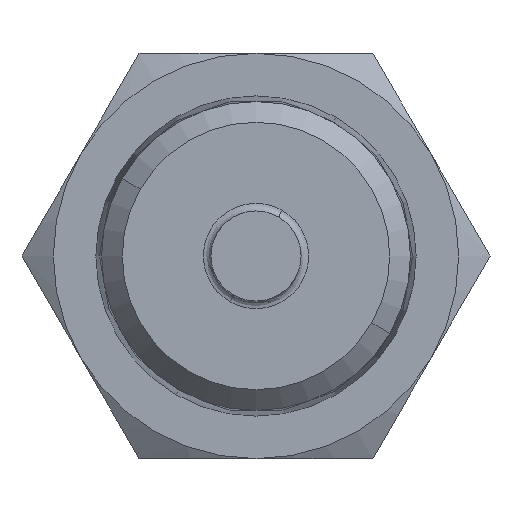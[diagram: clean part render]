
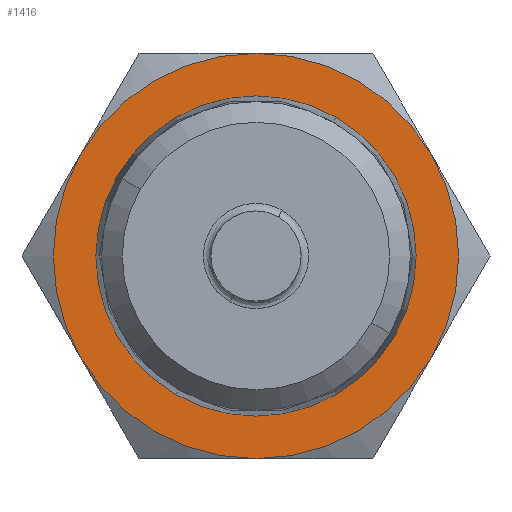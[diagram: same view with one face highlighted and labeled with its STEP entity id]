
A CAD part, front view. The second image highlights one B-rep face of the part: STEP entity #1416.
In plain terms, the highlighted planar face has unit normal (0, -1, 0).
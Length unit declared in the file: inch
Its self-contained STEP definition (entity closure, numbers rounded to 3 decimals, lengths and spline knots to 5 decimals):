
#29 = EDGE_LOOP ( 'NONE', ( #796, #1963 ) ) ;
#41 = DIRECTION ( 'NONE',  ( -0.866, 0., 0.5 ) ) ;
#43 = AXIS2_PLACEMENT_3D ( 'NONE', #293, #2620, #1264 ) ;
#62 = CARTESIAN_POINT ( 'NONE',  ( 0., -0.11811, -0.5315 ) ) ;
#81 = VERTEX_POINT ( 'NONE', #2492 ) ;
#102 = CARTESIAN_POINT ( 'NONE',  ( 0., -0.11811, -0.5315 ) ) ;
#128 = EDGE_CURVE ( 'NONE', #2788, #2838, #797, .T. ) ;
#142 = CIRCLE ( 'NONE', #1928, 0.5315 ) ;
#166 = CIRCLE ( 'NONE', #1926, 0.5315 ) ;
#193 = VERTEX_POINT ( 'NONE', #2565 ) ;
#206 = FACE_OUTER_BOUND ( 'NONE', #2905, .T. ) ;
#242 = FACE_BOUND ( 'NONE', #29, .T. ) ;
#256 = AXIS2_PLACEMENT_3D ( 'NONE', #2779, #2825, #41 ) ;
#291 = VERTEX_POINT ( 'NONE', #994 ) ;
#293 = CARTESIAN_POINT ( 'NONE',  ( 0., -0.11811, -0.5315 ) ) ;
#298 = DIRECTION ( 'NONE',  ( 0., -1., 0. ) ) ;
#395 = CARTESIAN_POINT ( 'NONE',  ( 0.46029, -0.11811, -0.79724 ) ) ;
#401 = CARTESIAN_POINT ( 'NONE',  ( 0., -0.11811, 0. ) ) ;
#487 = EDGE_CURVE ( 'NONE', #291, #193, #142, .T. ) ;
#537 = DIRECTION ( 'NONE',  ( 0.5, 0., 0.866 ) ) ;
#600 = DIRECTION ( 'NONE',  ( 0., -1., 0. ) ) ;
#609 = DIRECTION ( 'NONE',  ( 0.5, 0., 0.866 ) ) ;
#796 = ORIENTED_EDGE ( 'NONE', *, *, #2762, .F. ) ;
#797 = CIRCLE ( 'NONE', #1915, 0.5315 ) ;
#801 = VERTEX_POINT ( 'NONE', #2670 ) ;
#956 = EDGE_CURVE ( 'NONE', #2838, #2499, #1235, .T. ) ;
#994 = CARTESIAN_POINT ( 'NONE',  ( -0.46029, -0.11811, -0.79724 ) ) ;
#1023 = VERTEX_POINT ( 'NONE', #2787 ) ;
#1026 = CARTESIAN_POINT ( 'NONE',  ( 0., -0.11811, -0.5315 ) ) ;
#1035 = DIRECTION ( 'NONE',  ( 0., -1., 0. ) ) ;
#1048 = EDGE_CURVE ( 'NONE', #193, #2788, #1723, .T. ) ;
#1158 = DIRECTION ( 'NONE',  ( 0., -1., 0. ) ) ;
#1160 = ORIENTED_EDGE ( 'NONE', *, *, #487, .T. ) ;
#1224 = DIRECTION ( 'NONE',  ( 0., -1., 0. ) ) ;
#1235 = CIRCLE ( 'NONE', #256, 0.5315 ) ;
#1264 = DIRECTION ( 'NONE',  ( -0.866, 0., 0.5 ) ) ;
#1289 = DIRECTION ( 'NONE',  ( 0.5, 0., 0.866 ) ) ;
#1370 = ORIENTED_EDGE ( 'NONE', *, *, #2135, .T. ) ;
#1416 = ADVANCED_FACE ( 'NONE', ( #242, #206 ), #2919, .T. ) ;
#1723 = CIRCLE ( 'NONE', #43, 0.5315 ) ;
#1743 = AXIS2_PLACEMENT_3D ( 'NONE', #1976, #600, #2198 ) ;
#1762 = CARTESIAN_POINT ( 'NONE',  ( 0., -0.11811, -0.5315 ) ) ;
#1915 = AXIS2_PLACEMENT_3D ( 'NONE', #2538, #1158, #2292 ) ;
#1926 = AXIS2_PLACEMENT_3D ( 'NONE', #2104, #298, #609 ) ;
#1928 = AXIS2_PLACEMENT_3D ( 'NONE', #1762, #2242, #1289 ) ;
#1963 = ORIENTED_EDGE ( 'NONE', *, *, #2780, .F. ) ;
#1976 = CARTESIAN_POINT ( 'NONE',  ( 0., -0.11811, -0.5315 ) ) ;
#2022 = ORIENTED_EDGE ( 'NONE', *, *, #1048, .T. ) ;
#2104 = CARTESIAN_POINT ( 'NONE',  ( 0., -0.11811, -0.5315 ) ) ;
#2106 = DIRECTION ( 'NONE',  ( 0., -1., 0. ) ) ;
#2135 = EDGE_CURVE ( 'NONE', #2499, #801, #166, .T. ) ;
#2179 = CARTESIAN_POINT ( 'NONE',  ( 0.46029, -0.11811, -0.26575 ) ) ;
#2198 = DIRECTION ( 'NONE',  ( -0.5, 0., -0.866 ) ) ;
#2217 = CIRCLE ( 'NONE', #2755, 0.5315 ) ;
#2242 = DIRECTION ( 'NONE',  ( 0., -1., 0. ) ) ;
#2292 = DIRECTION ( 'NONE',  ( 0.5, 0., 0.866 ) ) ;
#2308 = ORIENTED_EDGE ( 'NONE', *, *, #956, .T. ) ;
#2335 = EDGE_CURVE ( 'NONE', #801, #291, #2217, .T. ) ;
#2343 = DIRECTION ( 'NONE',  ( 0.5, 0., 0.866 ) ) ;
#2492 = CARTESIAN_POINT ( 'NONE',  ( -0.21, -0.11811, -0.89523 ) ) ;
#2499 = VERTEX_POINT ( 'NONE', #401 ) ;
#2538 = CARTESIAN_POINT ( 'NONE',  ( 0., -0.11811, -0.5315 ) ) ;
#2565 = CARTESIAN_POINT ( 'NONE',  ( 0., -0.11811, -1.06299 ) ) ;
#2584 = CIRCLE ( 'NONE', #2732, 0.42 ) ;
#2607 = DIRECTION ( 'NONE',  ( 0.5, 0., 0.866 ) ) ;
#2620 = DIRECTION ( 'NONE',  ( 0., -1., 0. ) ) ;
#2669 = AXIS2_PLACEMENT_3D ( 'NONE', #1026, #1224, #537 ) ;
#2670 = CARTESIAN_POINT ( 'NONE',  ( -0.46029, -0.11811, -0.26575 ) ) ;
#2696 = CIRCLE ( 'NONE', #2669, 0.42 ) ;
#2732 = AXIS2_PLACEMENT_3D ( 'NONE', #102, #1035, #2607 ) ;
#2754 = ORIENTED_EDGE ( 'NONE', *, *, #2335, .T. ) ;
#2755 = AXIS2_PLACEMENT_3D ( 'NONE', #62, #2106, #2343 ) ;
#2762 = EDGE_CURVE ( 'NONE', #1023, #81, #2584, .T. ) ;
#2779 = CARTESIAN_POINT ( 'NONE',  ( 0., -0.11811, -0.5315 ) ) ;
#2780 = EDGE_CURVE ( 'NONE', #81, #1023, #2696, .T. ) ;
#2787 = CARTESIAN_POINT ( 'NONE',  ( 0.21, -0.11811, -0.16777 ) ) ;
#2788 = VERTEX_POINT ( 'NONE', #395 ) ;
#2825 = DIRECTION ( 'NONE',  ( 0., -1., 0. ) ) ;
#2838 = VERTEX_POINT ( 'NONE', #2179 ) ;
#2865 = ORIENTED_EDGE ( 'NONE', *, *, #128, .T. ) ;
#2905 = EDGE_LOOP ( 'NONE', ( #2022, #2865, #2308, #1370, #2754, #1160 ) ) ;
#2919 = PLANE ( 'NONE',  #1743 ) ;
